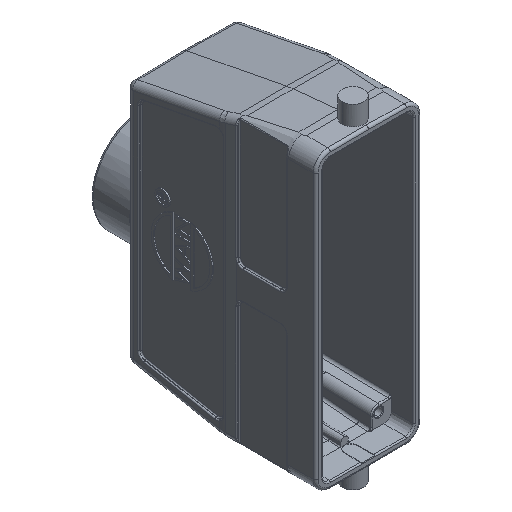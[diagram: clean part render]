
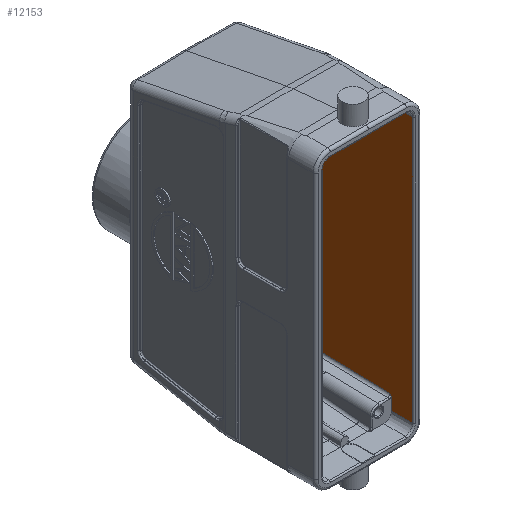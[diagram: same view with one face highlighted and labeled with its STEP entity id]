
A CAD part, isometric view. The second image highlights one B-rep face of the part: STEP entity #12153.
In plain terms, the highlighted planar face has unit normal (-1, -0.009, 0).
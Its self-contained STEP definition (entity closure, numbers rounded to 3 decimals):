
#578=CARTESIAN_POINT('',(18.5,-45.385,-49.099));
#579=CARTESIAN_POINT('',(18.5,-45.385,-48.984));
#580=CARTESIAN_POINT('',(18.5,-45.343,-48.749));
#581=CARTESIAN_POINT('',(18.498,-45.161,-48.372));
#582=CARTESIAN_POINT('',(18.496,-44.983,-48.12));
#583=CARTESIAN_POINT('',(18.496,-44.889,-47.984));
#585=DIRECTION('',(-0.009,0.999,0.031));
#586=VECTOR('',#585,61.354);
#587=CARTESIAN_POINT('',(18.496,-44.889,-47.984));
#588=LINE('',#587,#586);
#589=DIRECTION('',(0.009,-1.,0.021));
#590=VECTOR('',#589,0.109);
#591=CARTESIAN_POINT('',(17.961,16.433,-16.341));
#592=LINE('',#591,#590);
#593=CARTESIAN_POINT('',(17.961,16.324,-16.339));
#594=CARTESIAN_POINT('',(17.962,16.24,-16.344));
#595=CARTESIAN_POINT('',(17.964,16.068,-16.318));
#596=CARTESIAN_POINT('',(17.967,15.654,-16.115));
#597=CARTESIAN_POINT('',(17.97,15.345,-15.896));
#598=CARTESIAN_POINT('',(17.973,15.05,-15.562));
#599=CARTESIAN_POINT('',(17.975,14.8,-15.109));
#600=CARTESIAN_POINT('',(17.977,14.595,-14.618));
#601=CARTESIAN_POINT('',(17.978,14.484,-14.144));
#602=CARTESIAN_POINT('',(17.978,14.438,-13.59));
#603=CARTESIAN_POINT('',(17.978,14.424,-13.274));
#605=CARTESIAN_POINT('',(17.978,14.424,13.274));
#606=CARTESIAN_POINT('',(17.978,14.439,13.586));
#607=CARTESIAN_POINT('',(17.978,14.485,14.13));
#608=CARTESIAN_POINT('',(17.977,14.588,14.608));
#609=CARTESIAN_POINT('',(17.975,14.771,15.041));
#610=CARTESIAN_POINT('',(17.973,15.051,15.567));
#611=CARTESIAN_POINT('',(17.97,15.318,15.871));
#612=CARTESIAN_POINT('',(17.967,15.638,16.101));
#613=CARTESIAN_POINT('',(17.964,16.049,16.316));
#614=CARTESIAN_POINT('',(17.962,16.232,16.342));
#615=CARTESIAN_POINT('',(17.961,16.326,16.337));
#617=DIRECTION('',(0.009,-0.982,0.19));
#618=VECTOR('',#617,1.436);
#619=CARTESIAN_POINT('',(17.961,16.433,46.39));
#620=LINE('',#619,#618);
#621=CARTESIAN_POINT('',(17.973,15.023,46.663));
#622=CARTESIAN_POINT('',(17.998,12.103,47.227));
#623=CARTESIAN_POINT('',(18.024,9.131,47.524));
#624=CARTESIAN_POINT('',(18.05,6.157,47.55));
#626=DIRECTION('',(0.009,-1.,0.009));
#627=VECTOR('',#626,51.049);
#628=CARTESIAN_POINT('',(18.05,6.157,47.55));
#629=LINE('',#628,#627);
#630=CARTESIAN_POINT('',(18.496,-44.889,47.996));
#631=CARTESIAN_POINT('',(18.497,-44.983,48.13));
#632=CARTESIAN_POINT('',(18.498,-45.16,48.382));
#633=CARTESIAN_POINT('',(18.5,-45.342,48.759));
#634=CARTESIAN_POINT('',(18.5,-45.385,48.994));
#635=CARTESIAN_POINT('',(18.5,-45.385,49.11));
#641=DIRECTION('',(0.009,-1.,0.));
#642=VECTOR('',#641,8.705);
#643=CARTESIAN_POINT('',(18.5,-45.385,-54.));
#644=LINE('',#643,#642);
#645=DIRECTION('',(0.,0.,-1.));
#646=VECTOR('',#645,4.901);
#647=CARTESIAN_POINT('',(18.5,-45.385,-49.099));
#648=LINE('',#647,#646);
#777=DIRECTION('',(0.,0.,1.));
#778=VECTOR('',#777,108.);
#779=CARTESIAN_POINT('',(18.576,-54.089,-54.));
#780=LINE('',#779,#778);
#1270=DIRECTION('',(-0.009,1.,0.));
#1271=VECTOR('',#1270,8.705);
#1272=CARTESIAN_POINT('',(18.576,-54.089,54.));
#1273=LINE('',#1272,#1271);
#1287=DIRECTION('',(0.,0.,-1.));
#1288=VECTOR('',#1287,4.89);
#1289=CARTESIAN_POINT('',(18.5,-45.385,54.));
#1290=LINE('',#1289,#1288);
#1368=DIRECTION('',(0.,0.,-1.));
#1369=VECTOR('',#1368,30.048);
#1370=CARTESIAN_POINT('',(17.961,16.433,46.39));
#1371=LINE('',#1370,#1369);
#1542=DIRECTION('',(0.009,-0.999,-0.048));
#1543=VECTOR('',#1542,0.107);
#1544=CARTESIAN_POINT('',(17.961,16.433,16.342));
#1545=LINE('',#1544,#1543);
#1566=DIRECTION('',(0.,0.,-1.));
#1567=VECTOR('',#1566,26.547);
#1568=CARTESIAN_POINT('',(17.978,14.424,13.274));
#1569=LINE('',#1568,#1567);
#1631=DIRECTION('',(0.,0.,-1.));
#1632=VECTOR('',#1631,29.744);
#1633=CARTESIAN_POINT('',(17.961,16.433,-16.341));
#1634=LINE('',#1633,#1632);
#9089=VERTEX_POINT('',#578);
#9090=VERTEX_POINT('',#583);
#9091=CARTESIAN_POINT('',(18.5,-45.385,
-54.));
#9092=CARTESIAN_POINT('',(18.576,-54.089,
-54.));
#9093=VERTEX_POINT('',#9091);
#9094=VERTEX_POINT('',#9092);
#9095=CARTESIAN_POINT('',(17.961,16.433,-46.085));
#9096=VERTEX_POINT('',#9095);
#9097=CARTESIAN_POINT('',(17.961,16.433,-16.341));
#9098=VERTEX_POINT('',#9097);
#9099=CARTESIAN_POINT('',(17.961,16.324,-16.339));
#9100=VERTEX_POINT('',#9099);
#9101=VERTEX_POINT('',#603);
#9102=CARTESIAN_POINT('',(17.978,14.424,13.274));
#9103=VERTEX_POINT('',#9102);
#9104=VERTEX_POINT('',#615);
#9105=CARTESIAN_POINT('',(17.961,16.433,16.342));
#9106=VERTEX_POINT('',#9105);
#9107=CARTESIAN_POINT('',(17.961,16.433,46.39));
#9108=VERTEX_POINT('',#9107);
#9109=CARTESIAN_POINT('',(17.973,15.023,46.663));
#9110=VERTEX_POINT('',#9109);
#9111=VERTEX_POINT('',#624);
#9112=CARTESIAN_POINT('',(18.496,-44.889,47.996));
#9113=VERTEX_POINT('',#9112);
#9114=VERTEX_POINT('',#635);
#9115=CARTESIAN_POINT('',(18.5,-45.385,54.));
#9116=VERTEX_POINT('',#9115);
#9117=CARTESIAN_POINT('',(18.576,-54.089,54.));
#9118=VERTEX_POINT('',#9117);
#12111=CARTESIAN_POINT('',(18.5,-45.385,57.));
#12112=DIRECTION('',(-1.,-0.009,0.));
#12113=DIRECTION('',(0.009,-1.,0.));
#12114=AXIS2_PLACEMENT_3D('',#12111,#12112,#12113);
#12115=PLANE('',#12114);
#12117=ORIENTED_EDGE('',*,*,#12116,.F.);
#12119=ORIENTED_EDGE('',*,*,#12118,.F.);
#12120=ORIENTED_EDGE('',*,*,#12101,.T.);
#12122=ORIENTED_EDGE('',*,*,#12121,.T.);
#12124=ORIENTED_EDGE('',*,*,#12123,.F.);
#12126=ORIENTED_EDGE('',*,*,#12125,.T.);
#12128=ORIENTED_EDGE('',*,*,#12127,.T.);
#12130=ORIENTED_EDGE('',*,*,#12129,.F.);
#12132=ORIENTED_EDGE('',*,*,#12131,.T.);
#12134=ORIENTED_EDGE('',*,*,#12133,.F.);
#12136=ORIENTED_EDGE('',*,*,#12135,.F.);
#12138=ORIENTED_EDGE('',*,*,#12137,.T.);
#12140=ORIENTED_EDGE('',*,*,#12139,.T.);
#12142=ORIENTED_EDGE('',*,*,#12141,.T.);
#12144=ORIENTED_EDGE('',*,*,#12143,.T.);
#12146=ORIENTED_EDGE('',*,*,#12145,.F.);
#12148=ORIENTED_EDGE('',*,*,#12147,.F.);
#12150=ORIENTED_EDGE('',*,*,#12149,.F.);
#12151=EDGE_LOOP('',(#12117,#12119,#12120,#12122,#12124,#12126,#12128,#12130,
#12132,#12134,#12136,#12138,#12140,#12142,#12144,#12146,#12148,#12150));
#12152=FACE_OUTER_BOUND('',#12151,.F.);
#12153=ADVANCED_FACE('',(#12152),#12115,.T.);
#584=B_SPLINE_CURVE_WITH_KNOTS('',3,(#578,#579,#580,#581,#582,#583),
.UNSPECIFIED.,.F.,.F.,(4,1,1,4),(0.,0.333,0.667,1.),
.UNSPECIFIED.);
#604=B_SPLINE_CURVE_WITH_KNOTS('',3,(#593,#594,#595,#596,#597,#598,#599,#600,
#601,#602,#603),.UNSPECIFIED.,.F.,.F.,(4,1,1,1,1,1,1,1,4),(0.,0.125,0.25,
0.375,0.5,0.625,0.75,0.875,1.),.UNSPECIFIED.);
#616=B_SPLINE_CURVE_WITH_KNOTS('',3,(#605,#606,#607,#608,#609,#610,#611,#612,
#613,#614,#615),.UNSPECIFIED.,.F.,.F.,(4,1,1,1,1,1,1,1,4),(0.,0.125,0.25,
0.375,0.5,0.625,0.75,0.875,1.),.UNSPECIFIED.);
#625=B_SPLINE_CURVE_WITH_KNOTS('',3,(#621,#622,#623,#624),.UNSPECIFIED.,.F.,.F.,
(4,4),(0.,1.),.UNSPECIFIED.);
#636=B_SPLINE_CURVE_WITH_KNOTS('',3,(#630,#631,#632,#633,#634,#635),
.UNSPECIFIED.,.F.,.F.,(4,1,1,4),(0.,0.333,0.667,1.),
.UNSPECIFIED.);
#12101=EDGE_CURVE('',#9089,#9090,#584,.T.);
#12116=EDGE_CURVE('',#9093,#9094,#644,.T.);
#12118=EDGE_CURVE('',#9089,#9093,#648,.T.);
#12121=EDGE_CURVE('',#9090,#9096,#588,.T.);
#12123=EDGE_CURVE('',#9098,#9096,#1634,.T.);
#12125=EDGE_CURVE('',#9098,#9100,#592,.T.);
#12127=EDGE_CURVE('',#9100,#9101,#604,.T.);
#12129=EDGE_CURVE('',#9103,#9101,#1569,.T.);
#12131=EDGE_CURVE('',#9103,#9104,#616,.T.);
#12133=EDGE_CURVE('',#9106,#9104,#1545,.T.);
#12135=EDGE_CURVE('',#9108,#9106,#1371,.T.);
#12137=EDGE_CURVE('',#9108,#9110,#620,.T.);
#12139=EDGE_CURVE('',#9110,#9111,#625,.T.);
#12141=EDGE_CURVE('',#9111,#9113,#629,.T.);
#12143=EDGE_CURVE('',#9113,#9114,#636,.T.);
#12145=EDGE_CURVE('',#9116,#9114,#1290,.T.);
#12147=EDGE_CURVE('',#9118,#9116,#1273,.T.);
#12149=EDGE_CURVE('',#9094,#9118,#780,.T.);
